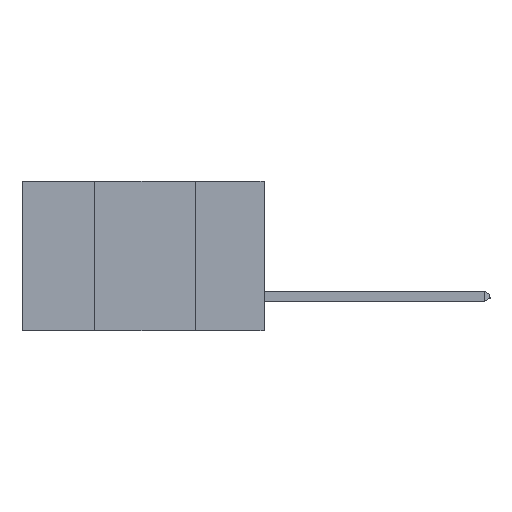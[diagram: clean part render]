
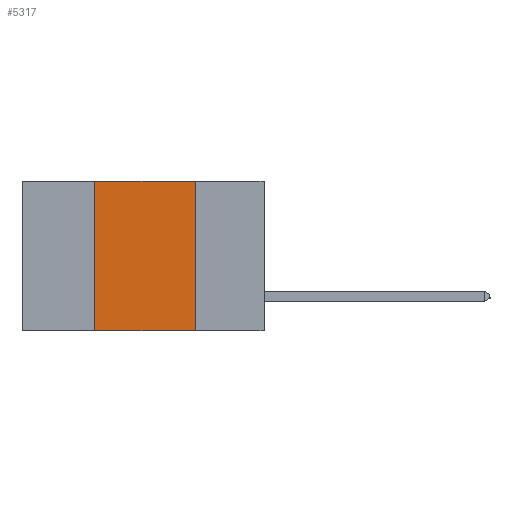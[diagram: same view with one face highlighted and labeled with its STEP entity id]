
A CAD part, left-side view. The second image highlights one B-rep face of the part: STEP entity #5317.
In plain terms, the highlighted planar face has unit normal (-1, 0, 0).
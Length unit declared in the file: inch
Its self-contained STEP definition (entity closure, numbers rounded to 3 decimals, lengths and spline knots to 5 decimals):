
#754 = VECTOR ( 'NONE', #18513, 39.37008 ) ;
#831 = VERTEX_POINT ( 'NONE', #7339 ) ;
#1223 = CARTESIAN_POINT ( 'NONE',  ( 0., 0.42, 0. ) ) ;
#1887 = VECTOR ( 'NONE', #4030, 39.37008 ) ;
#2183 = DIRECTION ( 'NONE',  ( 0., 0., -1. ) ) ;
#3051 = ORIENTED_EDGE ( 'NONE', *, *, #7762, .F. ) ;
#3086 = DIRECTION ( 'NONE',  ( 0., 0., 1. ) ) ;
#3792 = CARTESIAN_POINT ( 'NONE',  ( 0., 0.17, -0.37 ) ) ;
#4030 = DIRECTION ( 'NONE',  ( 0., -1., 0. ) ) ;
#5039 = VERTEX_POINT ( 'NONE', #3792 ) ;
#5080 = CARTESIAN_POINT ( 'NONE',  ( 0., 0.6, 0. ) ) ;
#5317 = ADVANCED_FACE ( 'NONE', ( #13302 ), #8106, .F. ) ;
#5611 = EDGE_CURVE ( 'NONE', #16896, #5039, #11796, .T. ) ;
#5659 = EDGE_CURVE ( 'NONE', #831, #5039, #15582, .T. ) ;
#5664 = VECTOR ( 'NONE', #2183, 39.37008 ) ;
#5686 = LINE ( 'NONE', #14854, #754 ) ;
#6493 = EDGE_LOOP ( 'NONE', ( #16549, #15081, #3051, #19994 ) ) ;
#7339 = CARTESIAN_POINT ( 'NONE',  ( 0., 0.17, 0. ) ) ;
#7762 = EDGE_CURVE ( 'NONE', #16896, #9900, #11785, .T. ) ;
#8106 = PLANE ( 'NONE',  #15282 ) ;
#9900 = VERTEX_POINT ( 'NONE', #11952 ) ;
#10945 = DIRECTION ( 'NONE',  ( 1., 0., 0. ) ) ;
#11195 = VECTOR ( 'NONE', #3086, 39.37008 ) ;
#11785 = LINE ( 'NONE', #1223, #11195 ) ;
#11796 = LINE ( 'NONE', #13989, #1887 ) ;
#11952 = CARTESIAN_POINT ( 'NONE',  ( 0., 0.42, 0. ) ) ;
#12254 = EDGE_CURVE ( 'NONE', #9900, #831, #5686, .T. ) ;
#13302 = FACE_OUTER_BOUND ( 'NONE', #6493, .T. ) ;
#13901 = CARTESIAN_POINT ( 'NONE',  ( 0., 0.17, 0. ) ) ;
#13989 = CARTESIAN_POINT ( 'NONE',  ( 0., 0.6, -0.37 ) ) ;
#14854 = CARTESIAN_POINT ( 'NONE',  ( 0., 0.6, 0. ) ) ;
#15081 = ORIENTED_EDGE ( 'NONE', *, *, #12254, .F. ) ;
#15282 = AXIS2_PLACEMENT_3D ( 'NONE', #5080, #10945, #21534 ) ;
#15582 = LINE ( 'NONE', #13901, #5664 ) ;
#16549 = ORIENTED_EDGE ( 'NONE', *, *, #5659, .F. ) ;
#16896 = VERTEX_POINT ( 'NONE', #18461 ) ;
#18461 = CARTESIAN_POINT ( 'NONE',  ( 0., 0.42, -0.37 ) ) ;
#18513 = DIRECTION ( 'NONE',  ( 0., -1., 0. ) ) ;
#19994 = ORIENTED_EDGE ( 'NONE', *, *, #5611, .T. ) ;
#21534 = DIRECTION ( 'NONE',  ( 0., 0., -1. ) ) ;
